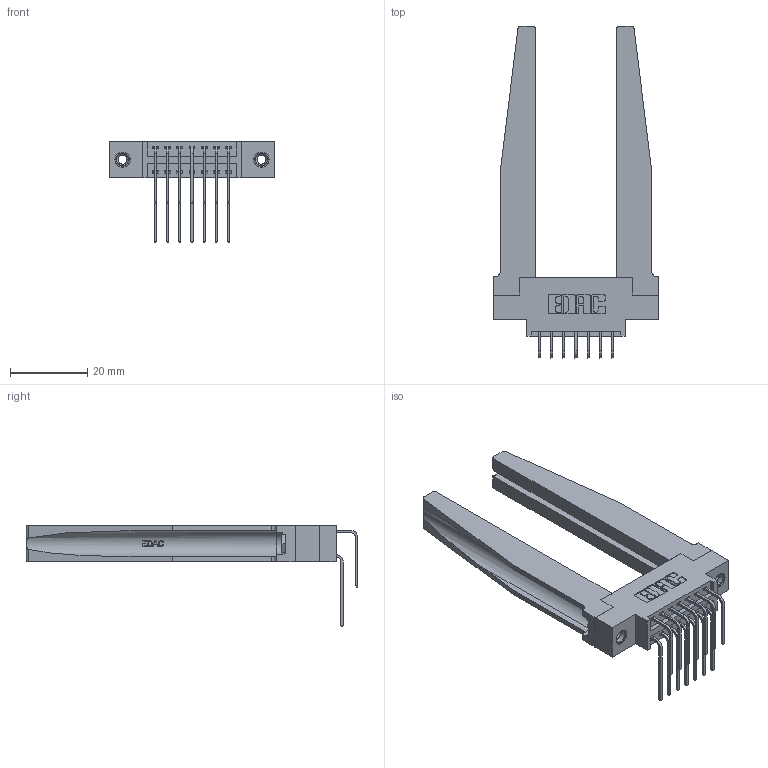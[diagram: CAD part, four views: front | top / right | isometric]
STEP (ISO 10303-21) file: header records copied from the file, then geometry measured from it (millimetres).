
FILE_DESCRIPTION (( 'STEP AP203' ), '1' );
FILE_NAME ('346-014-559-878.STEP', '2022-05-18T15:04:21', ( '' ), ( '' ), 'SwSTEP 2.0', 'SolidWorks 2020', '' );
FILE_SCHEMA (( 'CONFIG_CONTROL_DESIGN' ));
Length unit declared in the file: inch
Products named in the file (6): 345-292-001_558 559 Tail - 1; 346-014-559-878; 345-250-001_345-250-001-102; 346-220-078_345-220-078; 346 Part_0.170 Offset - 0.156 Dia-TH; 345-292-001_559 Tail - 2
Assembly tree (19 placements, depth 2):
  346-014-559-878
    346 Part_0.170 Offset - 0.156 Dia-TH
    345-292-001_558 559 Tail - 1  x7
    345-292-001_559 Tail - 2  x7
    346-220-078_345-220-078  x2
    345-250-001_345-250-001-102  x2
Bounding box: 42.8 x 86.17 x 26.16 mm (x, y, z)
Volume: 10718.5 mm3; surface area: 11825.6 mm2
Topology: 19 solids, 19 shells, 1130 faces, 3239 edges, 2130 vertices
Faces by surface type: plane 754, cylinder 324, bspline 36, cone 12, torus 4
Entity records: 16360 total; most frequent: CARTESIAN_POINT 3740, ORIENTED_EDGE 2510, DIRECTION 2305, EDGE_CURVE 1255, LINE 961, VECTOR 961, VERTEX_POINT 828, AXIS2_PLACEMENT_3D 672
